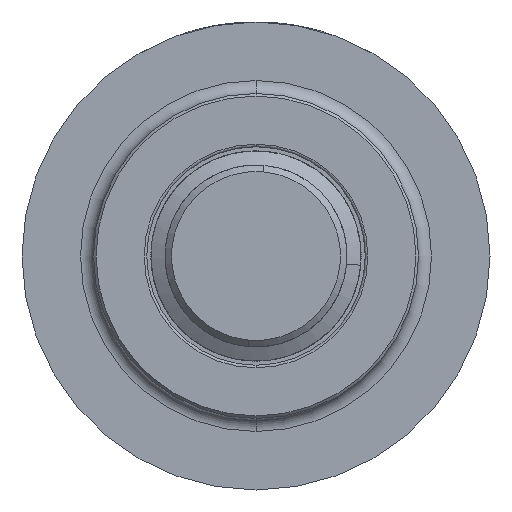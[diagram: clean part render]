
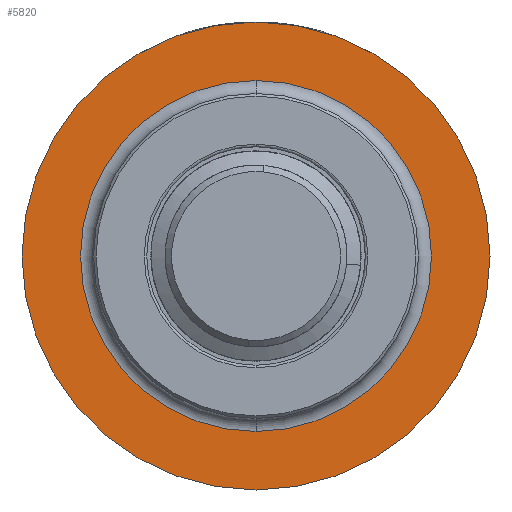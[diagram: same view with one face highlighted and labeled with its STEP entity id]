
A CAD part, front view. The second image highlights one B-rep face of the part: STEP entity #5820.
In plain terms, the highlighted planar face has unit normal (0, -1, 0).
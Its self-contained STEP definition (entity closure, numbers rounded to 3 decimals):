
#127 = DIRECTION ( 'NONE',  ( 0., -1., 0. ) ) ;
#137 = VERTEX_POINT ( 'NONE', #4193 ) ;
#231 = FACE_BOUND ( 'NONE', #7819, .T. ) ;
#546 = CARTESIAN_POINT ( 'NONE',  ( 0., 4.42, 0. ) ) ;
#1117 = PLANE ( 'NONE',  #5512 ) ;
#1192 = CIRCLE ( 'NONE', #5415, 18. ) ;
#1515 = AXIS2_PLACEMENT_3D ( 'NONE', #5614, #6925, #6229 ) ;
#1678 = DIRECTION ( 'NONE',  ( 0., -1., 0. ) ) ;
#1916 = FACE_OUTER_BOUND ( 'NONE', #7159, .T. ) ;
#2184 = ORIENTED_EDGE ( 'NONE', *, *, #4167, .T. ) ;
#2306 = EDGE_CURVE ( 'NONE', #8111, #7028, #1192, .T. ) ;
#2453 = ORIENTED_EDGE ( 'NONE', *, *, #3479, .F. ) ;
#2745 = ORIENTED_EDGE ( 'NONE', *, *, #2306, .T. ) ;
#3000 = DIRECTION ( 'NONE',  ( 0., -1., 0. ) ) ;
#3301 = DIRECTION ( 'NONE',  ( 0., 0., -1. ) ) ;
#3479 = EDGE_CURVE ( 'NONE', #137, #3630, #4995, .T. ) ;
#3524 = AXIS2_PLACEMENT_3D ( 'NONE', #7034, #127, #3301 ) ;
#3603 = DIRECTION ( 'NONE',  ( 0., 0., -1. ) ) ;
#3630 = VERTEX_POINT ( 'NONE', #6030 ) ;
#3660 = DIRECTION ( 'NONE',  ( 0., 0., -1. ) ) ;
#3735 = ORIENTED_EDGE ( 'NONE', *, *, #7410, .F. ) ;
#3978 = DIRECTION ( 'NONE',  ( 0., -1., 0. ) ) ;
#4167 = EDGE_CURVE ( 'NONE', #7028, #8111, #5667, .T. ) ;
#4193 = CARTESIAN_POINT ( 'NONE',  ( 0., 4.42, -13.5 ) ) ;
#4588 = CARTESIAN_POINT ( 'NONE',  ( 0., 4.42, -18. ) ) ;
#4739 = CARTESIAN_POINT ( 'NONE',  ( 0., 4.42, 18. ) ) ;
#4995 = CIRCLE ( 'NONE', #1515, 13.5 ) ;
#5172 = DIRECTION ( 'NONE',  ( 0., 0., -1. ) ) ;
#5415 = AXIS2_PLACEMENT_3D ( 'NONE', #7113, #3978, #5172 ) ;
#5482 = CIRCLE ( 'NONE', #6216, 13.5 ) ;
#5512 = AXIS2_PLACEMENT_3D ( 'NONE', #6113, #1678, #3660 ) ;
#5614 = CARTESIAN_POINT ( 'NONE',  ( 0., 4.42, 0. ) ) ;
#5667 = CIRCLE ( 'NONE', #3524, 18. ) ;
#5820 = ADVANCED_FACE ( 'NONE', ( #1916, #231 ), #1117, .T. ) ;
#6030 = CARTESIAN_POINT ( 'NONE',  ( 0., 4.42, 13.5 ) ) ;
#6113 = CARTESIAN_POINT ( 'NONE',  ( 13.5, 4.42, 0. ) ) ;
#6216 = AXIS2_PLACEMENT_3D ( 'NONE', #546, #3000, #3603 ) ;
#6229 = DIRECTION ( 'NONE',  ( 0., 0., -1. ) ) ;
#6925 = DIRECTION ( 'NONE',  ( 0., -1., 0. ) ) ;
#7028 = VERTEX_POINT ( 'NONE', #4588 ) ;
#7034 = CARTESIAN_POINT ( 'NONE',  ( 0., 4.42, 0. ) ) ;
#7113 = CARTESIAN_POINT ( 'NONE',  ( 0., 4.42, 0. ) ) ;
#7159 = EDGE_LOOP ( 'NONE', ( #2184, #2745 ) ) ;
#7410 = EDGE_CURVE ( 'NONE', #3630, #137, #5482, .T. ) ;
#7819 = EDGE_LOOP ( 'NONE', ( #2453, #3735 ) ) ;
#8111 = VERTEX_POINT ( 'NONE', #4739 ) ;
